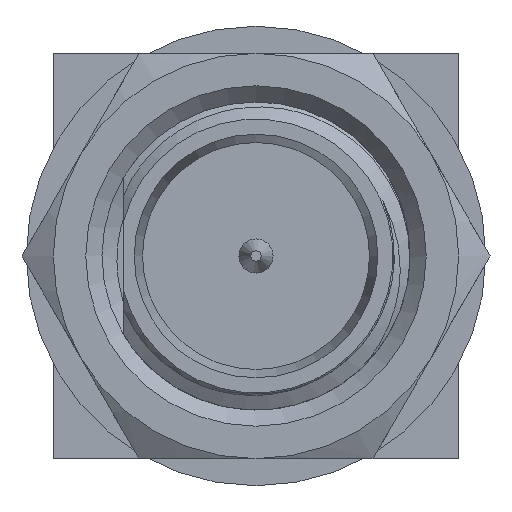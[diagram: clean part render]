
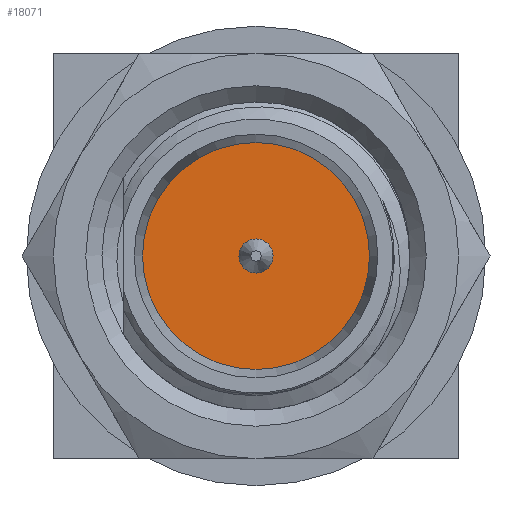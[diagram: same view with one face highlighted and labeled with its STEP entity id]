
A CAD part, left-side view. The second image highlights one B-rep face of the part: STEP entity #18071.
In plain terms, the highlighted planar face has unit normal (-1, 0, 0).
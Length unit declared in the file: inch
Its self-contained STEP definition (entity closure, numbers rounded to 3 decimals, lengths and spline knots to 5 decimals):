
#2607 = DIRECTION ( 'NONE',  ( 1., 0., 0. ) ) ;
#3585 = FACE_OUTER_BOUND ( 'NONE', #29739, .T. ) ;
#4028 = FACE_BOUND ( 'NONE', #26786, .T. ) ;
#6668 = DIRECTION ( 'NONE',  ( 1., 0., 0. ) ) ;
#8347 = AXIS2_PLACEMENT_3D ( 'NONE', #12678, #10553, #19660 ) ;
#9700 = DIRECTION ( 'NONE',  ( 0., 1., 0. ) ) ;
#10553 = DIRECTION ( 'NONE',  ( -1., 0., 0. ) ) ;
#11259 = CIRCLE ( 'NONE', #25343, 0.07002 ) ;
#12678 = CARTESIAN_POINT ( 'NONE',  ( 0.12389, 0.01052, 0. ) ) ;
#12960 = EDGE_CURVE ( 'NONE', #27756, #27756, #11259, .T. ) ;
#13523 = DIRECTION ( 'NONE',  ( 0., 1., 0. ) ) ;
#14454 = AXIS2_PLACEMENT_3D ( 'NONE', #21244, #6668, #9700 ) ;
#15763 = VERTEX_POINT ( 'NONE', #25031 ) ;
#18071 = ADVANCED_FACE ( 'NONE', ( #4028, #3585 ), #24533, .T. ) ;
#19660 = DIRECTION ( 'NONE',  ( 0., 0., 1. ) ) ;
#20965 = CARTESIAN_POINT ( 'NONE',  ( 0.12389, 0., 0. ) ) ;
#21244 = CARTESIAN_POINT ( 'NONE',  ( 0.12389, 0., 0. ) ) ;
#22776 = ORIENTED_EDGE ( 'NONE', *, *, #12960, .F. ) ;
#24533 = PLANE ( 'NONE',  #8347 ) ;
#25031 = CARTESIAN_POINT ( 'NONE',  ( 0.12389, 0.01052, 0. ) ) ;
#25343 = AXIS2_PLACEMENT_3D ( 'NONE', #20965, #2607, #13523 ) ;
#26746 = ORIENTED_EDGE ( 'NONE', *, *, #28003, .T. ) ;
#26786 = EDGE_LOOP ( 'NONE', ( #26746 ) ) ;
#27080 = CIRCLE ( 'NONE', #14454, 0.01052 ) ;
#27756 = VERTEX_POINT ( 'NONE', #27906 ) ;
#27906 = CARTESIAN_POINT ( 'NONE',  ( 0.12389, 0.07002, 0. ) ) ;
#28003 = EDGE_CURVE ( 'NONE', #15763, #15763, #27080, .T. ) ;
#29739 = EDGE_LOOP ( 'NONE', ( #22776 ) ) ;
